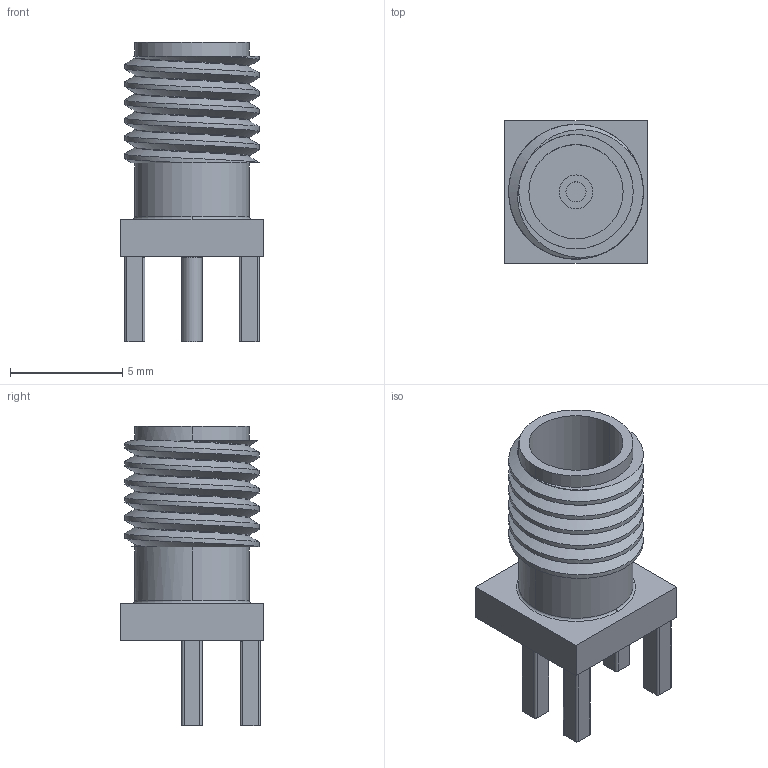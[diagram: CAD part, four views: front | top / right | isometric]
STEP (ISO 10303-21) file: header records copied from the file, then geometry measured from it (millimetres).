
FILE_DESCRIPTION (( 'STEP AP214' ), '1' );
FILE_NAME ('User Library-SMA-EDGE-S.STEP', '2019-10-25T23:57:05', ( '' ), ( '' ), 'SwSTEP 2.0', 'SolidWorks 2019', '' );
FILE_SCHEMA (( 'AUTOMOTIVE_DESIGN' ));
Length unit declared in the file: millimetre
Products named in the file (1): User Library-SMA-EDGE-S
Bounding box: 6.35 x 6.35 x 13.33 mm (x, y, z)
Volume: 206.5 mm3; surface area: 444.8 mm2
Topology: 1 solids, 1 shells, 83 faces, 212 edges, 140 vertices
Faces by surface type: cylinder 40, plane 33, torus 5, bspline 5
Entity records: 3991 total; most frequent: CARTESIAN_POINT 1979, ORIENTED_EDGE 424, DIRECTION 405, EDGE_CURVE 212, AXIS2_PLACEMENT_3D 152, VERTEX_POINT 140, LINE 101, VECTOR 101
